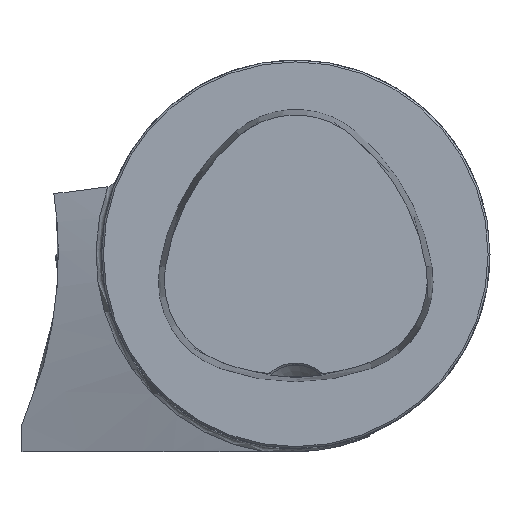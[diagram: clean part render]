
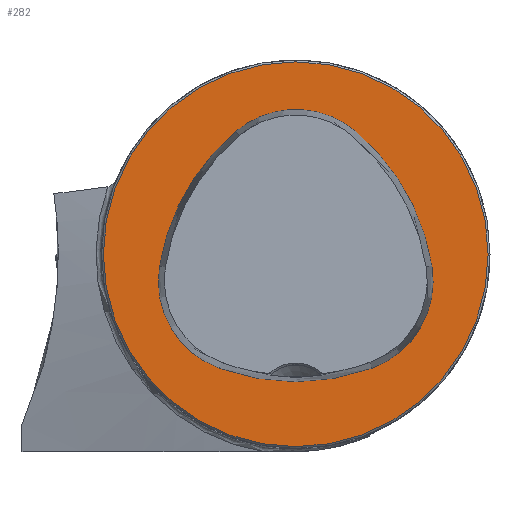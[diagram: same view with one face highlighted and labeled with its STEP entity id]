
A CAD part, top view. The second image highlights one B-rep face of the part: STEP entity #282.
In plain terms, the highlighted planar face has unit normal (0, 0, 1).
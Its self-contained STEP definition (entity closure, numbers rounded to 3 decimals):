
#123=FACE_BOUND('',#485,.T.);
#124=FACE_BOUND('',#486,.T.);
#282=ADVANCED_FACE('CU_E_LO_SU_1',(#123,#124),#356,.T.);
#356=PLANE('',#1654);
#485=EDGE_LOOP('',(#719,#720,#721,#722,#723,#724));
#486=EDGE_LOOP('',(#725));
#562=CIRCLE('',#1645,36.075);
#564=CIRCLE('',#1648,36.075);
#565=CIRCLE('',#1649,15.075);
#566=CIRCLE('',#1650,36.075);
#567=CIRCLE('',#1651,15.075);
#568=CIRCLE('',#1652,15.075);
#569=CIRCLE('',#1653,31.2);
#719=ORIENTED_EDGE('',*,*,#1264,.F.);
#720=ORIENTED_EDGE('',*,*,#1265,.F.);
#721=ORIENTED_EDGE('',*,*,#1266,.F.);
#722=ORIENTED_EDGE('',*,*,#1267,.F.);
#723=ORIENTED_EDGE('',*,*,#1261,.F.);
#724=ORIENTED_EDGE('',*,*,#1268,.F.);
#725=ORIENTED_EDGE('',*,*,#1269,.T.);
#1100=VERTEX_POINT('',#2722);
#1101=VERTEX_POINT('',#2724);
#1103=VERTEX_POINT('',#2730);
#1104=VERTEX_POINT('',#2731);
#1105=VERTEX_POINT('',#2733);
#1106=VERTEX_POINT('',#2735);
#1107=VERTEX_POINT('',#2739);
#1261=EDGE_CURVE('',#1100,#1101,#562,.T.);
#1264=EDGE_CURVE('',#1103,#1104,#564,.T.);
#1265=EDGE_CURVE('',#1105,#1103,#565,.T.);
#1266=EDGE_CURVE('',#1106,#1105,#566,.T.);
#1267=EDGE_CURVE('',#1101,#1106,#567,.T.);
#1268=EDGE_CURVE('',#1104,#1100,#568,.T.);
#1269=EDGE_CURVE('',#1107,#1107,#569,.T.);
#1645=AXIS2_PLACEMENT_3D('',#2723,#1856,#1857);
#1648=AXIS2_PLACEMENT_3D('',#2729,#1863,#1864);
#1649=AXIS2_PLACEMENT_3D('',#2732,#1865,#1866);
#1650=AXIS2_PLACEMENT_3D('',#2734,#1867,#1868);
#1651=AXIS2_PLACEMENT_3D('',#2736,#1869,#1870);
#1652=AXIS2_PLACEMENT_3D('',#2737,#1871,#1872);
#1653=AXIS2_PLACEMENT_3D('',#2738,#1873,#1874);
#1654=AXIS2_PLACEMENT_3D('',#2740,#1875,#1876);
#1856=DIRECTION('',(0.,0.,1.));
#1857=DIRECTION('',(1.,0.,0.));
#1863=DIRECTION('',(0.,0.,1.));
#1864=DIRECTION('',(1.,0.,0.));
#1865=DIRECTION('',(0.,0.,1.));
#1866=DIRECTION('',(1.,0.,0.));
#1867=DIRECTION('',(0.,0.,1.));
#1868=DIRECTION('',(1.,0.,0.));
#1869=DIRECTION('',(0.,0.,1.));
#1870=DIRECTION('',(1.,0.,0.));
#1871=DIRECTION('',(0.,0.,1.));
#1872=DIRECTION('',(1.,0.,0.));
#1873=DIRECTION('',(0.,0.,1.));
#1874=DIRECTION('',(1.,0.,0.));
#1875=DIRECTION('',(0.,0.,1.));
#1876=DIRECTION('',(1.,0.,0.));
#2722=CARTESIAN_POINT('',(-12.368,-18.489,0.));
#2723=CARTESIAN_POINT('',(0.,15.4,0.));
#2724=CARTESIAN_POINT('',(12.368,-18.489,0.));
#2729=CARTESIAN_POINT('',(13.535,-7.656,0.));
#2730=CARTESIAN_POINT('',(-9.716,19.927,0.));
#2731=CARTESIAN_POINT('',(-22.084,-1.937,0.));
#2732=CARTESIAN_POINT('',(0.,8.4,0.));
#2733=CARTESIAN_POINT('',(9.716,19.927,0.));
#2734=CARTESIAN_POINT('',(-13.535,-7.656,0.));
#2735=CARTESIAN_POINT('',(22.084,-1.937,0.));
#2736=CARTESIAN_POINT('',(7.2,-4.327,0.));
#2737=CARTESIAN_POINT('',(-7.2,-4.327,0.));
#2738=CARTESIAN_POINT('',(0.,0.,0.));
#2739=CARTESIAN_POINT('',(31.2,0.,0.));
#2740=CARTESIAN_POINT('',(0.,0.,0.));
